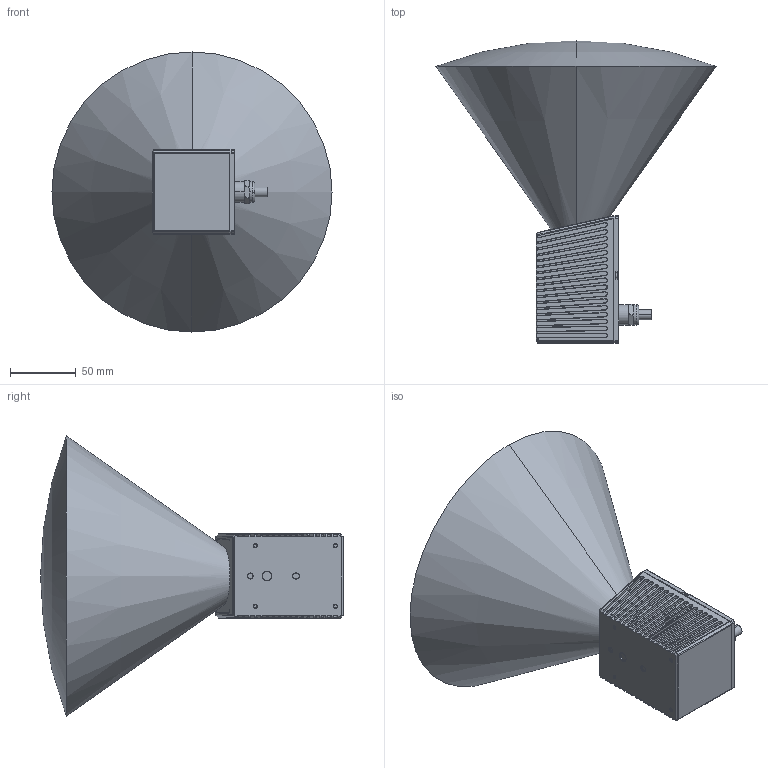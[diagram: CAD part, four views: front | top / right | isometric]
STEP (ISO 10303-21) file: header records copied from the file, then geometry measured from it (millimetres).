
FILE_DESCRIPTION((''),'2;1');
FILE_NAME('00_MID70_SHELL_ASM_ASM','2020-10-21T11:59:28',('marshal.lou'),(''),'CREO PARAMETRIC BY PTC INC, 2019164','CREO PARAMETRIC BY PTC INC, 2019164','');
FILE_SCHEMA(('CONFIG_CONTROL_DESIGN','SHAPE_APPEARANCE_LAYERS_GROUPS'));
Length unit declared in the file: millimetre
Products named in the file (1): 00_MID70_SHELL_ASM_ASM
Bounding box: 213.2 x 230.4 x 213.2 mm (x, y, z)
Volume: 2153338.5 mm3; surface area: 157595.3 mm2
Topology: 15 solids, 34 shells, 1392 faces, 3598 edges, 2229 vertices
Faces by surface type: plane 630, cylinder 345, cone 225, bspline 142, torus 34, sphere 16
Entity records: 57443 total; most frequent: CARTESIAN_POINT 15043, ORIENTED_EDGE 6969, DIRECTION 6625, EDGE_CURVE 3560, PRESENTATION_STYLE_ASSIGNMENT 2769, STYLED_ITEM 2768, CURVE_STYLE 2610, AXIS2_PLACEMENT_3D 2314
